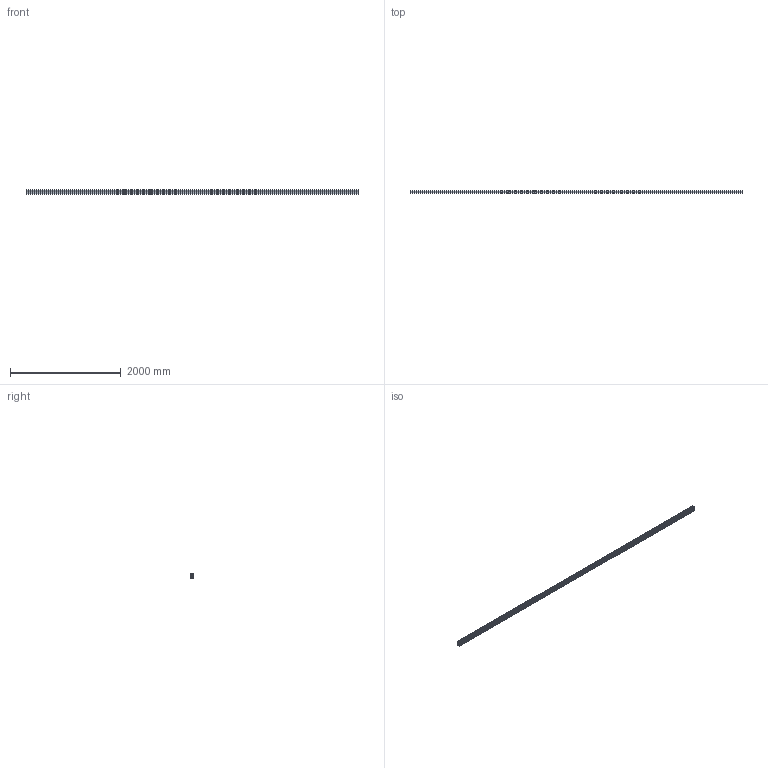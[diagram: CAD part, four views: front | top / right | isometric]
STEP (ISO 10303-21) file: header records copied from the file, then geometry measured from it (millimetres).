
FILE_DESCRIPTION (( 'STEP AP214' ), '1' );
FILE_NAME ('201060_Profil 45x90L Nut 10.STEP', '2019-01-29T07:29:43', ( '' ), ( '' ), 'SwSTEP 2.0', 'SolidWorks 2017', '' );
FILE_SCHEMA (( 'AUTOMOTIVE_DESIGN' ));
Length unit declared in the file: millimetre
Products named in the file (1): 201060_Profil 45x90L Nut 10
Bounding box: 6000 x 45 x 90 mm (x, y, z)
Volume: 6743508.4 mm3; surface area: 5659129.1 mm2
Topology: 1 solids, 1 shells, 411 faces, 1227 edges, 818 vertices
Faces by surface type: cylinder 245, plane 166
Entity records: 14073 total; most frequent: DIRECTION 2541, CARTESIAN_POINT 2457, ORIENTED_EDGE 2454, EDGE_CURVE 1227, AXIS2_PLACEMENT_3D 902, VERTEX_POINT 818, LINE 737, VECTOR 737
